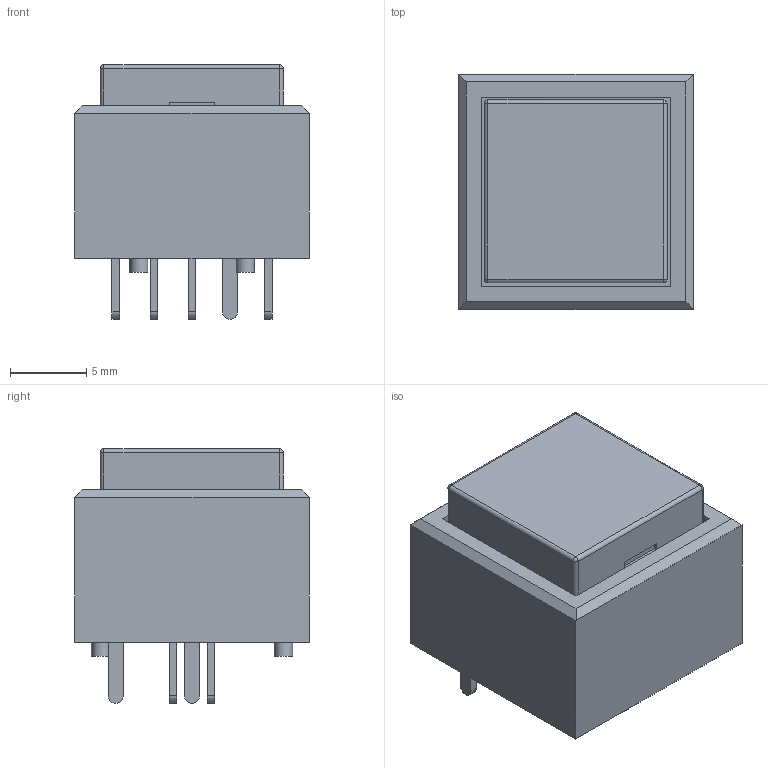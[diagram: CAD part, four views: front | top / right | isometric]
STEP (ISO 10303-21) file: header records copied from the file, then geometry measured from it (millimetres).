
FILE_DESCRIPTION((' '),'2;1');
FILE_NAME('ULP12xxP1xSFCL1xxxxxx.stp','2017-07-28T10:11:28',(' '),(' '),' ','ACIS',' ');
FILE_SCHEMA(('CONFIG_CONTROL_DESIGN'));
Length unit declared in the file: inch
Products named in the file (1): ULP12xxP1xSFCL1xxxxxx.stp
Bounding box: 15.4 x 15.4 x 16.7 mm (x, y, z)
Volume: 2599.4 mm3; surface area: 1799.5 mm2
Topology: 1 solids, 3 shells, 160 faces, 379 edges, 243 vertices
Faces by surface type: plane 134, cylinder 22, sphere 4
Full cylindrical faces by diameter (mm): 1.2 x4
Entity records: 4577 total; most frequent: CARTESIAN_POINT 774, ORIENTED_EDGE 744, DIRECTION 734, EDGE_CURVE 372, VECTOR 332, LINE 332, VERTEX_POINT 241, AXIS2_PLACEMENT_3D 201
